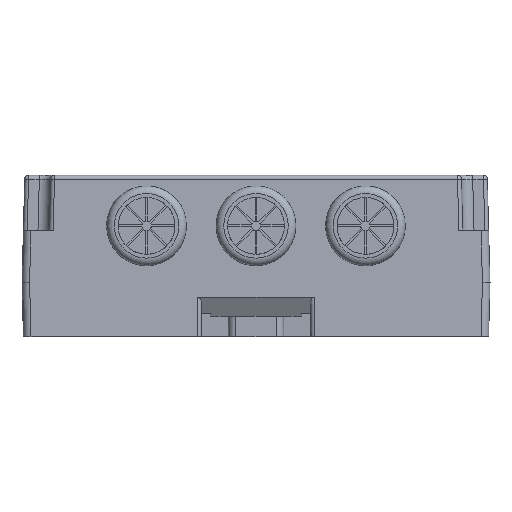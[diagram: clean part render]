
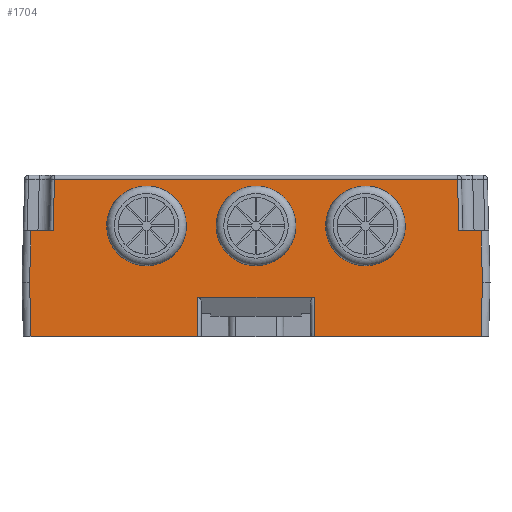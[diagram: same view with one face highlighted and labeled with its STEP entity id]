
A CAD part, front view. The second image highlights one B-rep face of the part: STEP entity #1704.
In plain terms, the highlighted planar face has unit normal (0, -1, 0.026).
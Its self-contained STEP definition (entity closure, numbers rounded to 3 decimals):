
#1704=ADVANCED_FACE('',(#2908,#2909,#2910,#2911),#2231,.T.);
#2231=PLANE('',#10565);
#2596=ELLIPSE('',#10562,10.504,10.5);
#2597=ELLIPSE('',#10563,10.504,10.5);
#2598=ELLIPSE('',#10564,10.504,10.5);
#2908=FACE_BOUND('',#3008,.T.);
#2909=FACE_BOUND('',#3009,.T.);
#2910=FACE_BOUND('',#3010,.T.);
#2911=FACE_BOUND('',#3011,.T.);
#3008=EDGE_LOOP('',(#3824));
#3009=EDGE_LOOP('',(#3825));
#3010=EDGE_LOOP('',(#3826));
#3011=EDGE_LOOP('',(#3827,#3828,#3829,#3830,#3831,#3832,#3833,#3834,#3835,
#3836,#3837,#3838,#3839,#3840));
#3824=ORIENTED_EDGE('',*,*,#7381,.T.);
#3825=ORIENTED_EDGE('',*,*,#7382,.T.);
#3826=ORIENTED_EDGE('',*,*,#7383,.T.);
#3827=ORIENTED_EDGE('',*,*,#7384,.T.);
#3828=ORIENTED_EDGE('',*,*,#7385,.T.);
#3829=ORIENTED_EDGE('',*,*,#7386,.T.);
#3830=ORIENTED_EDGE('',*,*,#7387,.F.);
#3831=ORIENTED_EDGE('',*,*,#7388,.T.);
#3832=ORIENTED_EDGE('',*,*,#7389,.T.);
#3833=ORIENTED_EDGE('',*,*,#7390,.T.);
#3834=ORIENTED_EDGE('',*,*,#7391,.F.);
#3835=ORIENTED_EDGE('',*,*,#7392,.T.);
#3836=ORIENTED_EDGE('',*,*,#7393,.T.);
#3837=ORIENTED_EDGE('',*,*,#7394,.T.);
#3838=ORIENTED_EDGE('',*,*,#7395,.T.);
#3839=ORIENTED_EDGE('',*,*,#7396,.T.);
#3840=ORIENTED_EDGE('',*,*,#7397,.T.);
#6506=VERTEX_POINT('',#14462);
#6507=VERTEX_POINT('',#14464);
#6508=VERTEX_POINT('',#14466);
#6509=VERTEX_POINT('',#14468);
#6510=VERTEX_POINT('',#14469);
#6511=VERTEX_POINT('',#14471);
#6512=VERTEX_POINT('',#14473);
#6513=VERTEX_POINT('',#14475);
#6514=VERTEX_POINT('',#14477);
#6515=VERTEX_POINT('',#14479);
#6516=VERTEX_POINT('',#14481);
#6517=VERTEX_POINT('',#14483);
#6518=VERTEX_POINT('',#14485);
#6519=VERTEX_POINT('',#14487);
#6520=VERTEX_POINT('',#14489);
#6521=VERTEX_POINT('',#14491);
#6522=VERTEX_POINT('',#14493);
#7381=EDGE_CURVE('',#6506,#6506,#2596,.T.);
#7382=EDGE_CURVE('',#6507,#6507,#2597,.T.);
#7383=EDGE_CURVE('',#6508,#6508,#2598,.T.);
#7384=EDGE_CURVE('',#6509,#6510,#8687,.T.);
#7385=EDGE_CURVE('',#6510,#6511,#8688,.T.);
#7386=EDGE_CURVE('',#6511,#6512,#8689,.T.);
#7387=EDGE_CURVE('',#6513,#6512,#8690,.T.);
#7388=EDGE_CURVE('',#6513,#6514,#8691,.T.);
#7389=EDGE_CURVE('',#6514,#6515,#8692,.T.);
#7390=EDGE_CURVE('',#6515,#6516,#8693,.T.);
#7391=EDGE_CURVE('',#6517,#6516,#8694,.T.);
#7392=EDGE_CURVE('',#6517,#6518,#8695,.T.);
#7393=EDGE_CURVE('',#6518,#6519,#8696,.T.);
#7394=EDGE_CURVE('',#6519,#6520,#8697,.T.);
#7395=EDGE_CURVE('',#6520,#6521,#8698,.T.);
#7396=EDGE_CURVE('',#6521,#6522,#8699,.T.);
#7397=EDGE_CURVE('',#6522,#6509,#8700,.T.);
#8687=LINE('',#14467,#9673);
#8688=LINE('',#14470,#9674);
#8689=LINE('',#14472,#9675);
#8690=LINE('',#14474,#9676);
#8691=LINE('',#14476,#9677);
#8692=LINE('',#14478,#9678);
#8693=LINE('',#14480,#9679);
#8694=LINE('',#14482,#9680);
#8695=LINE('',#14484,#9681);
#8696=LINE('',#14486,#9682);
#8697=LINE('',#14488,#9683);
#8698=LINE('',#14490,#9684);
#8699=LINE('',#14492,#9685);
#8700=LINE('',#14494,#9686);
#9673=VECTOR('',#11535,1.);
#9674=VECTOR('',#11536,1.);
#9675=VECTOR('',#11537,1.);
#9676=VECTOR('',#11538,1.);
#9677=VECTOR('',#11539,1.);
#9678=VECTOR('',#11540,1.);
#9679=VECTOR('',#11541,1.);
#9680=VECTOR('',#11542,1.);
#9681=VECTOR('',#11543,1.);
#9682=VECTOR('',#11544,1.);
#9683=VECTOR('',#11545,1.);
#9684=VECTOR('',#11546,1.);
#9685=VECTOR('',#11547,1.);
#9686=VECTOR('',#11548,1.);
#10562=AXIS2_PLACEMENT_3D('',#14461,#11529,#11530);
#10563=AXIS2_PLACEMENT_3D('',#14463,#11531,#11532);
#10564=AXIS2_PLACEMENT_3D('',#14465,#11533,#11534);
#10565=AXIS2_PLACEMENT_3D('',#14495,#11549,#11550);
#11529=DIRECTION('',(0.,1.,-0.026));
#11530=DIRECTION('',(0.,-0.026,-1.));
#11531=DIRECTION('',(0.,1.,-0.026));
#11532=DIRECTION('',(0.,-0.026,-1.));
#11533=DIRECTION('',(0.,1.,-0.026));
#11534=DIRECTION('',(0.,-0.026,-1.));
#11535=DIRECTION('',(1.,0.,0.));
#11536=DIRECTION('',(0.026,0.026,0.999));
#11537=DIRECTION('',(-0.026,0.026,0.999));
#11538=DIRECTION('',(1.,0.,0.));
#11539=DIRECTION('',(-0.026,0.026,0.999));
#11540=DIRECTION('',(-1.,0.,0.));
#11541=DIRECTION('',(-0.026,-0.026,-0.999));
#11542=DIRECTION('',(1.,0.,0.));
#11543=DIRECTION('',(-0.026,-0.026,-0.999));
#11544=DIRECTION('',(0.026,-0.026,-0.999));
#11545=DIRECTION('',(1.,0.,0.));
#11546=DIRECTION('',(0.017,0.026,1.));
#11547=DIRECTION('',(1.,0.,0.));
#11548=DIRECTION('',(0.017,-0.026,-1.));
#11549=DIRECTION('',(0.,-1.,0.026));
#11550=DIRECTION('',(0.,0.026,1.));
#14461=CARTESIAN_POINT('',(-157.252,89.406,21.998));
#14462=CARTESIAN_POINT('',(-157.253,89.131,11.498));
#14463=CARTESIAN_POINT('',(-186.102,89.406,21.998));
#14464=CARTESIAN_POINT('',(-186.103,89.131,11.498));
#14465=CARTESIAN_POINT('',(-214.952,89.406,21.998));
#14466=CARTESIAN_POINT('',(-214.953,89.131,11.498));
#14467=CARTESIAN_POINT('',(29.976,88.641,-7.2));
#14468=CARTESIAN_POINT('',(-170.597,88.641,-7.2));
#14469=CARTESIAN_POINT('',(-126.798,88.641,-7.2));
#14470=CARTESIAN_POINT('',(-126.491,88.948,4.515));
#14471=CARTESIAN_POINT('',(-126.425,89.015,7.052));
#14472=CARTESIAN_POINT('',(-126.425,89.015,7.087));
#14473=CARTESIAN_POINT('',(-126.782,89.372,20.702));
#14474=CARTESIAN_POINT('',(-128.414,89.372,20.702));
#14475=CARTESIAN_POINT('',(-132.628,89.372,20.702));
#14476=CARTESIAN_POINT('',(-132.268,89.011,6.934));
#14477=CARTESIAN_POINT('',(-132.985,89.729,34.329));
#14478=CARTESIAN_POINT('',(-186.102,89.729,34.329));
#14479=CARTESIAN_POINT('',(-239.22,89.729,34.329));
#14480=CARTESIAN_POINT('',(-239.937,89.011,6.934));
#14481=CARTESIAN_POINT('',(-239.577,89.372,20.702));
#14482=CARTESIAN_POINT('',(-243.791,89.372,20.702));
#14483=CARTESIAN_POINT('',(-245.423,89.372,20.702));
#14484=CARTESIAN_POINT('',(-245.779,89.015,7.087));
#14485=CARTESIAN_POINT('',(-245.78,89.014,7.047));
#14486=CARTESIAN_POINT('',(-245.408,88.643,-7.148));
#14487=CARTESIAN_POINT('',(-245.407,88.641,-7.2));
#14488=CARTESIAN_POINT('',(29.976,88.641,-7.2));
#14489=CARTESIAN_POINT('',(-201.608,88.641,-7.2));
#14490=CARTESIAN_POINT('',(-201.376,88.989,6.066));
#14491=CARTESIAN_POINT('',(-201.426,88.914,3.198));
#14492=CARTESIAN_POINT('',(-186.102,88.914,3.198));
#14493=CARTESIAN_POINT('',(-170.778,88.914,3.198));
#14494=CARTESIAN_POINT('',(-170.599,88.644,-7.09));
#14495=CARTESIAN_POINT('',(-186.102,88.982,5.8));
